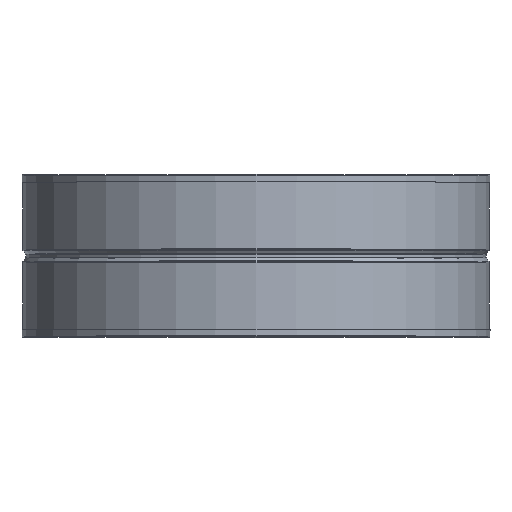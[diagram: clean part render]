
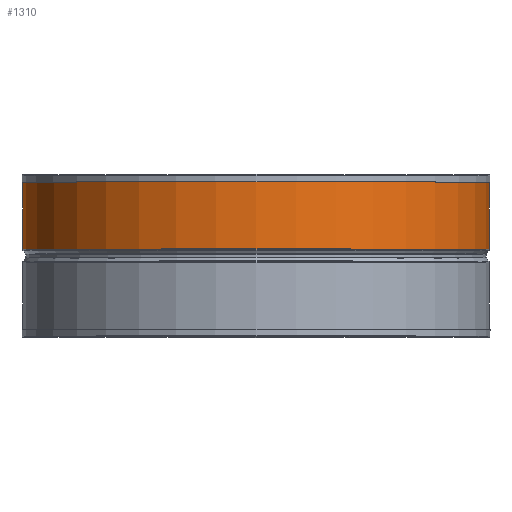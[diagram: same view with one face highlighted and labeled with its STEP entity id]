
A CAD part, top view. The second image highlights one B-rep face of the part: STEP entity #1310.
In plain terms, the highlighted cylindrical face has radius 158.225 mm (diameter 316.45 mm), a full revolution.
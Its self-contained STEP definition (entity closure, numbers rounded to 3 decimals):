
#83=CARTESIAN_POINT('',(158.225,109.0,0.003));
#84=VERTEX_POINT('',#83);
#116=CARTESIAN_POINT('',(158.225,59.0,0.003));
#117=VERTEX_POINT('',#116);
#118=CARTESIAN_POINT('',(158.225,59.0,0.003));
#119=DIRECTION('',(0.0,1.0,0.0));
#120=VECTOR('',#119,50.0);
#121=LINE('',#118,#120);
#122=EDGE_CURVE('',#117,#84,#121,.T.);
#732=CARTESIAN_POINT('',(158.225,59.0,0.0));
#733=VERTEX_POINT('',#732);
#765=CARTESIAN_POINT('',(158.225,109.0,0.0));
#766=VERTEX_POINT('',#765);
#767=CARTESIAN_POINT('',(158.225,59.0,0.0));
#768=DIRECTION('',(0.0,1.0,0.0));
#769=VECTOR('',#768,50.0);
#770=LINE('',#767,#769);
#771=EDGE_CURVE('',#733,#766,#770,.T.);
#1281=CARTESIAN_POINT('',(0.0,59.0,0.0));
#1282=DIRECTION('',(0.0,1.0,0.0));
#1283=DIRECTION('',(1.0,0.0,0.0));
#1284=AXIS2_PLACEMENT_3D('',#1281,#1282,#1283);
#1285=CIRCLE('',#1284,158.225);
#1286=EDGE_CURVE('',#733,#117,#1285,.T.);
#1293=CARTESIAN_POINT('',(0.0,54.5,0.0));
#1294=DIRECTION('',(0.0,1.0,0.0));
#1295=DIRECTION('',(1.0,0.0,0.0));
#1296=AXIS2_PLACEMENT_3D('',#1293,#1294,#1295);
#1297=CYLINDRICAL_SURFACE('',#1296,158.225);
#1298=ORIENTED_EDGE('',*,*,#122,.T.);
#1299=CARTESIAN_POINT('',(0.0,109.0,0.0));
#1300=DIRECTION('',(0.0,1.0,0.0));
#1301=DIRECTION('',(1.0,0.0,0.0));
#1302=AXIS2_PLACEMENT_3D('',#1299,#1300,#1301);
#1303=CIRCLE('',#1302,158.225);
#1304=EDGE_CURVE('',#766,#84,#1303,.T.);
#1305=ORIENTED_EDGE('',*,*,#1304,.F.);
#1306=ORIENTED_EDGE('',*,*,#771,.F.);
#1307=ORIENTED_EDGE('',*,*,#1286,.T.);
#1308=EDGE_LOOP('',(#1298,#1305,#1306,#1307));
#1309=FACE_OUTER_BOUND('',#1308,.T.);
#1310=ADVANCED_FACE('',(#1309),#1297,.T.);
